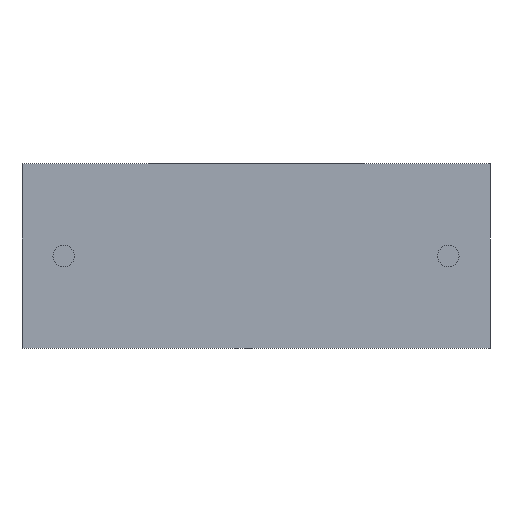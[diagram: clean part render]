
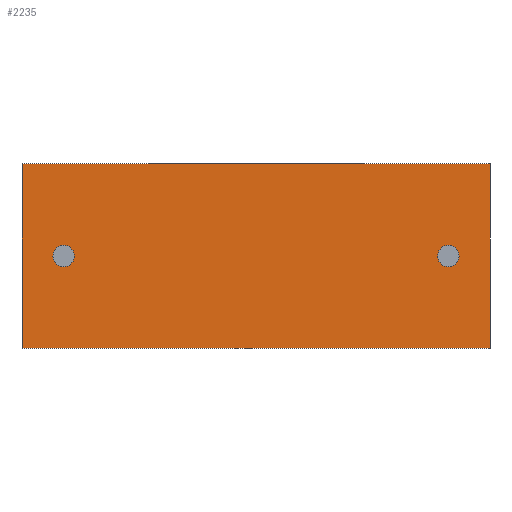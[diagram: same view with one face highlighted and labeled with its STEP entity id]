
A CAD part, front view. The second image highlights one B-rep face of the part: STEP entity #2235.
In plain terms, the highlighted planar face has unit normal (0, -1, 0).
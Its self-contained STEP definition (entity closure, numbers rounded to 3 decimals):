
#13 = DIRECTION ( 'NONE',  ( 0., 1., 0. ) ) ;
#25 = EDGE_LOOP ( 'NONE', ( #331, #1032, #2244, #1118 ) ) ;
#56 = EDGE_CURVE ( 'NONE', #1230, #303, #1941, .T. ) ;
#70 = EDGE_CURVE ( 'NONE', #1630, #733, #2290, .T. ) ;
#140 = CARTESIAN_POINT ( 'NONE',  ( 0., 0., 7.3 ) ) ;
#141 = DIRECTION ( 'NONE',  ( 0., -1., 0. ) ) ;
#146 = LINE ( 'NONE', #1684, #2336 ) ;
#177 = DIRECTION ( 'NONE',  ( 1., 0., 0. ) ) ;
#212 = CARTESIAN_POINT ( 'NONE',  ( 1.65, 0., 4.075 ) ) ;
#231 = FACE_BOUND ( 'NONE', #237, .T. ) ;
#237 = EDGE_LOOP ( 'NONE', ( #269, #1425 ) ) ;
#269 = ORIENTED_EDGE ( 'NONE', *, *, #1748, .F. ) ;
#303 = VERTEX_POINT ( 'NONE', #1282 ) ;
#305 = VERTEX_POINT ( 'NONE', #140 ) ;
#314 = FACE_OUTER_BOUND ( 'NONE', #25, .T. ) ;
#331 = ORIENTED_EDGE ( 'NONE', *, *, #70, .T. ) ;
#353 = CARTESIAN_POINT ( 'NONE',  ( 16.85, 0., 3.225 ) ) ;
#467 = DIRECTION ( 'NONE',  ( 0., 1., 0. ) ) ;
#495 = VERTEX_POINT ( 'NONE', #2141 ) ;
#499 = DIRECTION ( 'NONE',  ( 0., 0., -1. ) ) ;
#541 = CARTESIAN_POINT ( 'NONE',  ( 0., 0., 7.3 ) ) ;
#583 = CARTESIAN_POINT ( 'NONE',  ( 16.85, 0., 3.65 ) ) ;
#597 = CARTESIAN_POINT ( 'NONE',  ( 18.5, 0., 7.3 ) ) ;
#645 = DIRECTION ( 'NONE',  ( 0., 0., 1. ) ) ;
#706 = DIRECTION ( 'NONE',  ( 0., -1., 0. ) ) ;
#726 = CARTESIAN_POINT ( 'NONE',  ( 1.65, 0., 3.65 ) ) ;
#733 = VERTEX_POINT ( 'NONE', #1444 ) ;
#923 = DIRECTION ( 'NONE',  ( 0., 0., 1. ) ) ;
#1032 = ORIENTED_EDGE ( 'NONE', *, *, #1978, .F. ) ;
#1052 = AXIS2_PLACEMENT_3D ( 'NONE', #726, #706, #923 ) ;
#1055 = CARTESIAN_POINT ( 'NONE',  ( 1.65, 0., 3.65 ) ) ;
#1096 = VECTOR ( 'NONE', #1542, 1000. ) ;
#1108 = ORIENTED_EDGE ( 'NONE', *, *, #56, .T. ) ;
#1112 = VECTOR ( 'NONE', #1436, 1000. ) ;
#1118 = ORIENTED_EDGE ( 'NONE', *, *, #1809, .T. ) ;
#1217 = LINE ( 'NONE', #1936, #1096 ) ;
#1226 = DIRECTION ( 'NONE',  ( 0., 1., 0. ) ) ;
#1230 = VERTEX_POINT ( 'NONE', #353 ) ;
#1281 = CIRCLE ( 'NONE', #1052, 0.425 ) ;
#1282 = CARTESIAN_POINT ( 'NONE',  ( 16.85, 0., 4.075 ) ) ;
#1298 = VERTEX_POINT ( 'NONE', #212 ) ;
#1301 = EDGE_LOOP ( 'NONE', ( #2019, #1108 ) ) ;
#1309 = VECTOR ( 'NONE', #177, 1000. ) ;
#1363 = VERTEX_POINT ( 'NONE', #597 ) ;
#1378 = EDGE_CURVE ( 'NONE', #303, #1230, #1933, .T. ) ;
#1425 = ORIENTED_EDGE ( 'NONE', *, *, #2263, .F. ) ;
#1436 = DIRECTION ( 'NONE',  ( 1., 0., 0. ) ) ;
#1444 = CARTESIAN_POINT ( 'NONE',  ( 18.5, 0., 0. ) ) ;
#1539 = AXIS2_PLACEMENT_3D ( 'NONE', #1055, #141, #2059 ) ;
#1542 = DIRECTION ( 'NONE',  ( 0., 0., -1. ) ) ;
#1589 = CIRCLE ( 'NONE', #1539, 0.425 ) ;
#1620 = AXIS2_PLACEMENT_3D ( 'NONE', #2377, #467, #645 ) ;
#1630 = VERTEX_POINT ( 'NONE', #2427 ) ;
#1632 = AXIS2_PLACEMENT_3D ( 'NONE', #583, #13, #2099 ) ;
#1684 = CARTESIAN_POINT ( 'NONE',  ( 0., 0., 7.3 ) ) ;
#1748 = EDGE_CURVE ( 'NONE', #1298, #495, #1281, .T. ) ;
#1809 = EDGE_CURVE ( 'NONE', #305, #1630, #146, .T. ) ;
#1933 = CIRCLE ( 'NONE', #1632, 0.425 ) ;
#1936 = CARTESIAN_POINT ( 'NONE',  ( 18.5, 0., 7.3 ) ) ;
#1941 = CIRCLE ( 'NONE', #2132, 0.425 ) ;
#1978 = EDGE_CURVE ( 'NONE', #1363, #733, #1217, .T. ) ;
#2019 = ORIENTED_EDGE ( 'NONE', *, *, #1378, .T. ) ;
#2059 = DIRECTION ( 'NONE',  ( 0., 0., 1. ) ) ;
#2060 = LINE ( 'NONE', #541, #1309 ) ;
#2099 = DIRECTION ( 'NONE',  ( 0., 0., -1. ) ) ;
#2132 = AXIS2_PLACEMENT_3D ( 'NONE', #2200, #1226, #499 ) ;
#2141 = CARTESIAN_POINT ( 'NONE',  ( 1.65, 0., 3.225 ) ) ;
#2200 = CARTESIAN_POINT ( 'NONE',  ( 16.85, 0., 3.65 ) ) ;
#2209 = PLANE ( 'NONE',  #1620 ) ;
#2235 = ADVANCED_FACE ( 'NONE', ( #2274, #314, #231 ), #2209, .F. ) ;
#2244 = ORIENTED_EDGE ( 'NONE', *, *, #2443, .F. ) ;
#2263 = EDGE_CURVE ( 'NONE', #495, #1298, #1589, .T. ) ;
#2274 = FACE_BOUND ( 'NONE', #1301, .T. ) ;
#2290 = LINE ( 'NONE', #2416, #1112 ) ;
#2336 = VECTOR ( 'NONE', #2462, 1000. ) ;
#2377 = CARTESIAN_POINT ( 'NONE',  ( 0., 0., 7.3 ) ) ;
#2416 = CARTESIAN_POINT ( 'NONE',  ( 0., 0., 0. ) ) ;
#2427 = CARTESIAN_POINT ( 'NONE',  ( 0., 0., 0. ) ) ;
#2443 = EDGE_CURVE ( 'NONE', #305, #1363, #2060, .T. ) ;
#2462 = DIRECTION ( 'NONE',  ( 0., 0., -1. ) ) ;
